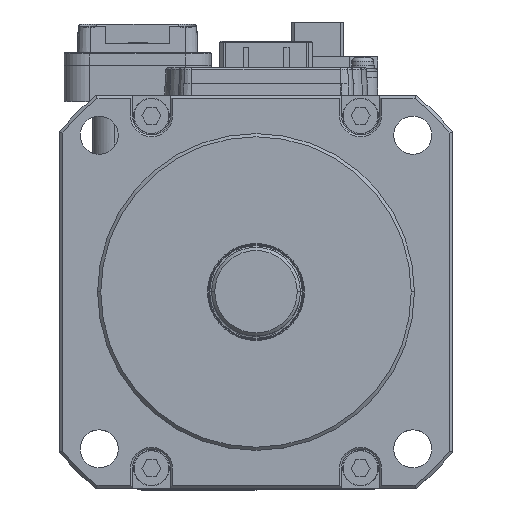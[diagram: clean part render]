
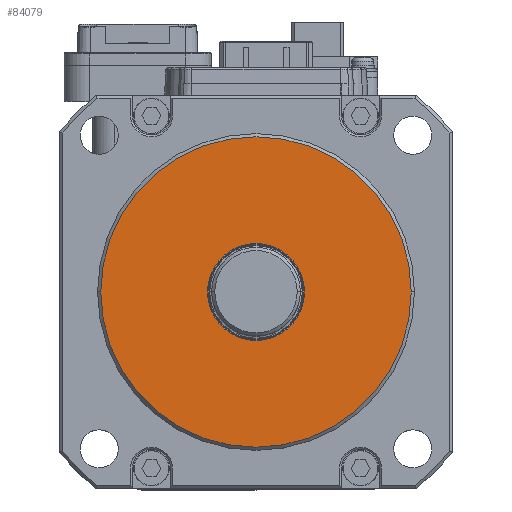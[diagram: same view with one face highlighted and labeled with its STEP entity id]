
A CAD part, top view. The second image highlights one B-rep face of the part: STEP entity #84079.
In plain terms, the highlighted planar face has unit normal (0, 0, 1).
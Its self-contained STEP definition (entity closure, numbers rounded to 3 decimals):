
#14048 = CARTESIAN_POINT ( 'NONE',  ( 7.65, 0., 45. ) ) ;
#14049 = CARTESIAN_POINT ( 'NONE',  ( -7.65, 0., 45. ) ) ;
#14070 = CARTESIAN_POINT ( 'NONE',  ( 24.5, 0., 45. ) ) ;
#14127 = CARTESIAN_POINT ( 'NONE',  ( -24.5, 0., 45. ) ) ;
#34181 = VERTEX_POINT ( 'NONE', #14070 ) ;
#34189 = VERTEX_POINT ( 'NONE', #14048 ) ;
#34190 = VERTEX_POINT ( 'NONE', #14049 ) ;
#34268 = VERTEX_POINT ( 'NONE', #14127 ) ;
#43092 = EDGE_LOOP ( 'NONE', ( #64614, #64634 ) ) ;
#43155 = EDGE_LOOP ( 'NONE', ( #64632, #64692 ) ) ;
#46539 = AXIS2_PLACEMENT_3D ( 'NONE', #90331, #90248, #90259 ) ;
#55545 = DIRECTION ( 'NONE',  ( 0., 0., 1. ) ) ;
#55561 = DIRECTION ( 'NONE',  ( 1., 0., 0. ) ) ;
#55563 = CARTESIAN_POINT ( 'NONE',  ( 0., 0., 45. ) ) ;
#55630 = CARTESIAN_POINT ( 'NONE',  ( 0., 0., 45. ) ) ;
#55661 = DIRECTION ( 'NONE',  ( 0., 0., 1. ) ) ;
#55669 = DIRECTION ( 'NONE',  ( 1., 0., 0. ) ) ;
#56003 = CARTESIAN_POINT ( 'NONE',  ( 0., 0., 45. ) ) ;
#56017 = DIRECTION ( 'NONE',  ( 1., 0., 0. ) ) ;
#56037 = DIRECTION ( 'NONE',  ( 0., 0., 1. ) ) ;
#56077 = DIRECTION ( 'NONE',  ( 0., 0., 1. ) ) ;
#56139 = DIRECTION ( 'NONE',  ( 1., 0., 0. ) ) ;
#56154 = CARTESIAN_POINT ( 'NONE',  ( 0., 0., 45. ) ) ;
#57469 = AXIS2_PLACEMENT_3D ( 'NONE', #56154, #56077, #56139 ) ;
#57484 = CIRCLE ( 'NONE', #57539, 7.65 ) ;
#57526 = CIRCLE ( 'NONE', #57469, 24.5 ) ;
#57539 = AXIS2_PLACEMENT_3D ( 'NONE', #56003, #56037, #56017 ) ;
#64614 = ORIENTED_EDGE ( 'NONE', *, *, #86556, .T. ) ;
#64632 = ORIENTED_EDGE ( 'NONE', *, *, #86434, .F. ) ;
#64634 = ORIENTED_EDGE ( 'NONE', *, *, #86460, .T. ) ;
#64692 = ORIENTED_EDGE ( 'NONE', *, *, #86539, .F. ) ;
#66862 = AXIS2_PLACEMENT_3D ( 'NONE', #55563, #55545, #55561 ) ;
#66891 = CIRCLE ( 'NONE', #66862, 7.65 ) ;
#66899 = CIRCLE ( 'NONE', #66906, 24.5 ) ;
#66906 = AXIS2_PLACEMENT_3D ( 'NONE', #55630, #55661, #55669 ) ;
#84079 = ADVANCED_FACE ( 'NONE', ( #90337, #90284 ), #90296, .T. ) ;
#86434 = EDGE_CURVE ( 'NONE', #34190, #34189, #66891, .T. ) ;
#86460 = EDGE_CURVE ( 'NONE', #34181, #34268, #66899, .T. ) ;
#86539 = EDGE_CURVE ( 'NONE', #34189, #34190, #57484, .T. ) ;
#86556 = EDGE_CURVE ( 'NONE', #34268, #34181, #57526, .T. ) ;
#90248 = DIRECTION ( 'NONE',  ( 0., 0., 1. ) ) ;
#90259 = DIRECTION ( 'NONE',  ( 1., 0., 0. ) ) ;
#90284 = FACE_BOUND ( 'NONE', #43155, .T. ) ;
#90296 = PLANE ( 'NONE',  #46539 ) ;
#90331 = CARTESIAN_POINT ( 'NONE',  ( 0., 0., 45. ) ) ;
#90337 = FACE_OUTER_BOUND ( 'NONE', #43092, .T. ) ;
